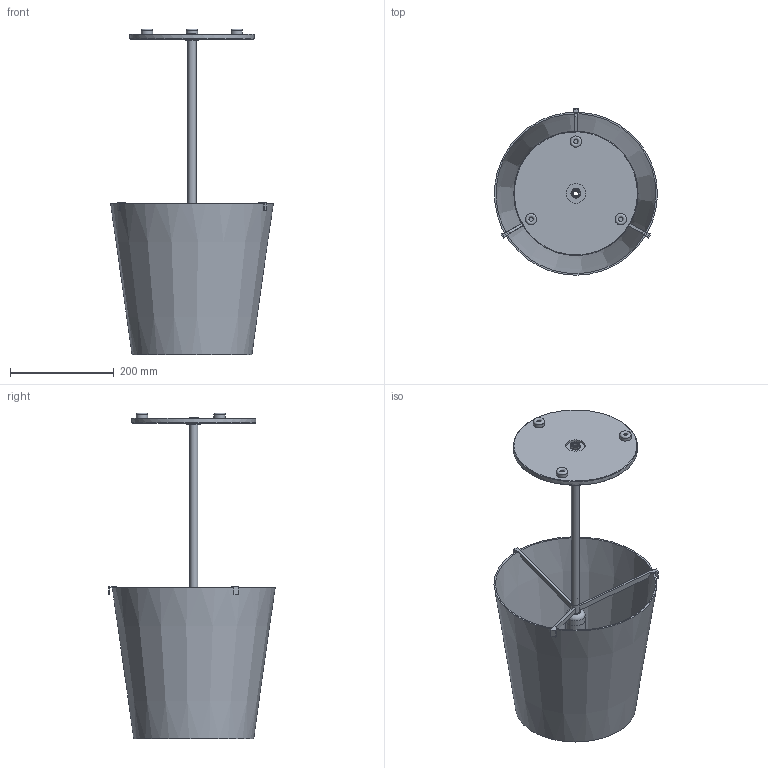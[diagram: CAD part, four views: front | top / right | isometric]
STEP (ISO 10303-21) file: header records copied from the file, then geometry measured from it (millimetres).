
FILE_DESCRIPTION(/* description */ (''),/* implementation_level */ '2;1');
FILE_NAME(/* name */ 'F324710150KBNE.stp',/* time_stamp */ '2020-01-13T11:45:09+01:00',/* author */ ('sghezzi'),/* organization */ (''),/* preprocessor_version */ 'ST-DEVELOPER v17.2',/* originating_system */ 'Autodesk Inventor 2019',/* authorisation */ '');
FILE_SCHEMA (('AUTOMOTIVE_DESIGN { 1 0 10303 214 3 1 1 }'));
Length unit declared in the file: millimetre
Products named in the file (10): 3247TA_3247TA; 007324730 base Mont 3247TA; 007324730 tige Mont 3247TA; 007324730 rondella Mont 3247TA; 063015001_rondella_Di_13,5x20.5x1 ZnBi; 060009001_DADO_ES_M13X1_H5_L17_ZnBi; 007324712 crociera 3247TA; 054026000_PL_E27_PBi_DB270-L-N; 020005001 Diff sup 1853; 003500900_BUMPON_D22H10_col_SJ5009_BLACK
Assembly tree (11 placements, depth 2):
  3247TA_3247TA
    007324730 base Mont 3247TA
    007324730 tige Mont 3247TA
    007324730 rondella Mont 3247TA
    063015001_rondella_Di_13,5x20.5x1 ZnBi
    060009001_DADO_ES_M13X1_H5_L17_ZnBi
    007324712 crociera 3247TA
    054026000_PL_E27_PBi_DB270-L-N
    020005001 Diff sup 1853
    003500900_BUMPON_D22H10_col_SJ5009_BLACK  x3
Bounding box: 314.45 x 321.5 x 629.5 mm (x, y, z)
Volume: 1305028.3 mm3; surface area: 672228.4 mm2
Topology: 11 solids, 11 shells, 217 faces, 569 edges, 381 vertices
Faces by surface type: plane 148, cylinder 58, torus 7, cone 4
Full cylindrical faces by diameter (mm): 8 x3, 10 x2, 10.105 x2, 11.92 x1, 12 x1, 16 x4, 22 x3, 24 x1, 26 x1, 35 x1, 37.2 x1, 37.8 x1, 38 x1, 240 x1
Entity records: 6985 total; most frequent: DIRECTION 1241, CARTESIAN_POINT 1148, ORIENTED_EDGE 1102, EDGE_CURVE 551, AXIS2_PLACEMENT_3D 462, VERTEX_POINT 369, LINE 317, VECTOR 317
